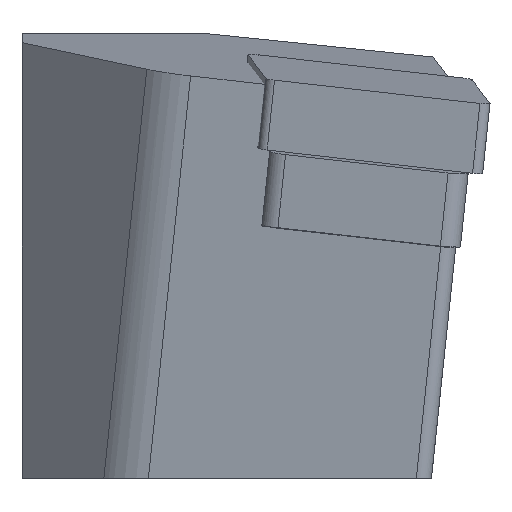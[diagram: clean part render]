
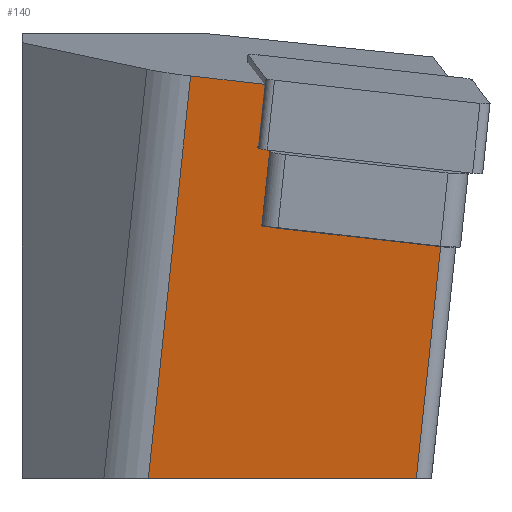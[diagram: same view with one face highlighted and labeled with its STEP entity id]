
A CAD part, left-side view. The second image highlights one B-rep face of the part: STEP entity #140.
In plain terms, the highlighted planar face has unit normal (-0.992, 0.087, -0.096).
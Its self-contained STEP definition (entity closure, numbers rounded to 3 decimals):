
#140=ADVANCED_FACE('',(#207),#178,.F.);
#178=PLANE('',#838);
#207=FACE_OUTER_BOUND('',#246,.T.);
#246=EDGE_LOOP('',(#488,#489,#490,#491,#492,#493,#494));
#277=LINE('',#1101,#354);
#290=LINE('',#1130,#367);
#297=LINE('',#1145,#374);
#315=LINE('',#1182,#392);
#316=LINE('',#1186,#393);
#317=LINE('',#1188,#394);
#318=LINE('',#1189,#395);
#354=VECTOR('',#893,1.);
#367=VECTOR('',#914,1.);
#374=VECTOR('',#925,1.);
#392=VECTOR('',#953,1.);
#393=VECTOR('',#958,1.);
#394=VECTOR('',#959,1.);
#395=VECTOR('',#960,1.);
#488=ORIENTED_EDGE('',*,*,#703,.F.);
#489=ORIENTED_EDGE('',*,*,#717,.T.);
#490=ORIENTED_EDGE('',*,*,#725,.F.);
#491=ORIENTED_EDGE('',*,*,#746,.T.);
#492=ORIENTED_EDGE('',*,*,#747,.F.);
#493=ORIENTED_EDGE('',*,*,#744,.T.);
#494=ORIENTED_EDGE('',*,*,#748,.F.);
#635=VERTEX_POINT('',#1098);
#636=VERTEX_POINT('',#1100);
#648=VERTEX_POINT('',#1129);
#654=VERTEX_POINT('',#1144);
#668=VERTEX_POINT('',#1181);
#669=VERTEX_POINT('',#1183);
#670=VERTEX_POINT('',#1187);
#703=EDGE_CURVE('',#636,#635,#277,.T.);
#717=EDGE_CURVE('',#636,#648,#290,.T.);
#725=EDGE_CURVE('',#654,#648,#297,.T.);
#744=EDGE_CURVE('',#669,#668,#315,.T.);
#746=EDGE_CURVE('',#654,#670,#316,.T.);
#747=EDGE_CURVE('',#669,#670,#317,.T.);
#748=EDGE_CURVE('',#635,#668,#318,.T.);
#838=AXIS2_PLACEMENT_3D('',#1190,#961,#962);
#893=DIRECTION('',(-0.076,-0.991,-0.112));
#914=DIRECTION('',(-0.105,-0.104,0.989));
#925=DIRECTION('',(-0.076,-0.991,-0.112));
#953=DIRECTION('',(-0.105,-0.104,0.989));
#958=DIRECTION('',(0.105,0.104,-0.989));
#959=DIRECTION('',(0.087,0.996,0.));
#960=DIRECTION('',(-0.076,-0.991,-0.112));
#961=DIRECTION('',(0.992,-0.087,0.096));
#962=DIRECTION('',(0.096,0.,-0.995));
#1098=CARTESIAN_POINT('',(2.026,-10.426,-5.235));
#1100=CARTESIAN_POINT('',(2.039,-10.25,-5.215));
#1101=CARTESIAN_POINT('',(1.454,-17.892,-6.08));
#1129=CARTESIAN_POINT('',(1.406,-10.88,0.779));
#1130=CARTESIAN_POINT('',(0.994,-11.29,4.676));
#1144=CARTESIAN_POINT('',(1.687,-7.207,1.195));
#1145=CARTESIAN_POINT('',(0.82,-18.522,-0.086));
#1181=CARTESIAN_POINT('',(1.454,-17.892,-6.08));
#1182=CARTESIAN_POINT('',(4.97,-14.395,-39.352));
#1183=CARTESIAN_POINT('',(2.502,-16.85,-16.));
#1186=CARTESIAN_POINT('',(5.837,-3.079,-38.071));
#1187=CARTESIAN_POINT('',(3.504,-5.399,-16.));
#1188=CARTESIAN_POINT('',(2.734,-14.199,-16.));
#1189=CARTESIAN_POINT('',(1.454,-17.892,-6.08));
#1190=CARTESIAN_POINT('',(4.97,-14.395,-39.352));
